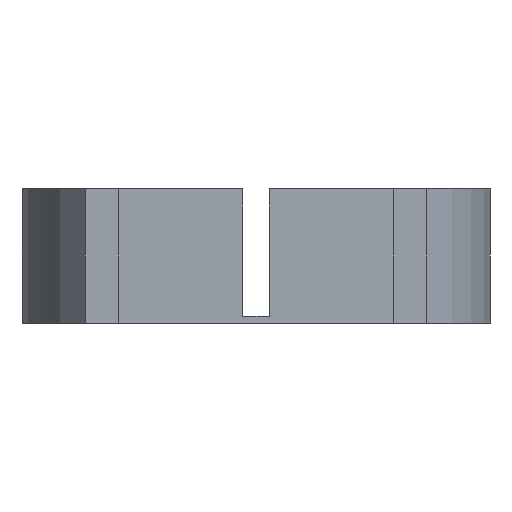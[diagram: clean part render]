
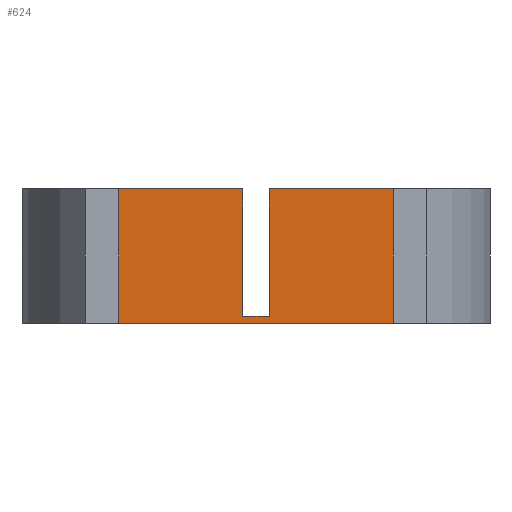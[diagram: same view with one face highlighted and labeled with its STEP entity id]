
A CAD part, front view. The second image highlights one B-rep face of the part: STEP entity #624.
In plain terms, the highlighted planar face has unit normal (0, -1, 0).
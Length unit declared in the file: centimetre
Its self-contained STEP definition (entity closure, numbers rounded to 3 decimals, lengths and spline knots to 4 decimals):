
#128=VECTOR('',#704,1.);
#131=VECTOR('',#707,1.);
#133=VECTOR('',#711,1.);
#134=VECTOR('',#713,1.);
#135=VECTOR('',#714,1.);
#136=VECTOR('',#715,1.);
#137=VECTOR('',#716,1.);
#176=LINE('',#881,#128);
#179=LINE('',#922,#131);
#181=LINE('',#926,#133);
#182=LINE('',#928,#134);
#183=LINE('',#930,#135);
#184=LINE('',#932,#136);
#185=LINE('',#934,#137);
#230=VERTEX_POINT('',#880);
#231=VERTEX_POINT('',#882);
#238=VERTEX_POINT('',#921);
#239=VERTEX_POINT('',#923);
#240=VERTEX_POINT('',#929);
#241=VERTEX_POINT('',#931);
#242=VERTEX_POINT('',#933);
#243=VERTEX_POINT('',#935);
#305=EDGE_CURVE('',#231,#230,#176,.T.);
#313=EDGE_CURVE('',#239,#238,#179,.T.);
#316=EDGE_CURVE('',#238,#231,#181,.T.);
#317=EDGE_CURVE('',#230,#240,#182,.T.);
#318=EDGE_CURVE('',#241,#240,#183,.T.);
#319=EDGE_CURVE('',#242,#241,#184,.T.);
#320=EDGE_CURVE('',#242,#243,#185,.T.);
#321=EDGE_CURVE('',#243,#239,#182,.T.);
#402=ORIENTED_EDGE('',*,*,#313,.T.);
#403=ORIENTED_EDGE('',*,*,#316,.T.);
#404=ORIENTED_EDGE('',*,*,#305,.T.);
#405=ORIENTED_EDGE('',*,*,#317,.T.);
#406=ORIENTED_EDGE('',*,*,#318,.F.);
#407=ORIENTED_EDGE('',*,*,#319,.F.);
#408=ORIENTED_EDGE('',*,*,#320,.T.);
#409=ORIENTED_EDGE('',*,*,#321,.T.);
#538=EDGE_LOOP('',(#402,#403,#404,#405,#406,#407,#408,#409));
#582=FACE_BOUND('',#538,.T.);
#624=ADVANCED_FACE('',(#582),#1023,.T.);
#655=AXIS2_PLACEMENT_3D('',#927,#712,$);
#704=DIRECTION('',(0.,0.,1.));
#707=DIRECTION('',(0.,0.,-1.));
#711=DIRECTION('',(-1.,0.,0.));
#712=DIRECTION('',(0.,-1.,0.));
#713=DIRECTION('',(-1.,0.,0.));
#714=DIRECTION('',(0.,0.,1.));
#715=DIRECTION('',(-1.,0.,0.));
#716=DIRECTION('',(0.,0.,1.));
#880=CARTESIAN_POINT('',(-0.1,-2.45,0.5));
#881=CARTESIAN_POINT('',(-0.1,-2.45,0.));
#882=CARTESIAN_POINT('',(-0.1,-2.45,-0.45));
#921=CARTESIAN_POINT('',(0.1,-2.45,-0.45));
#922=CARTESIAN_POINT('',(0.1,-2.45,0.));
#923=CARTESIAN_POINT('',(0.1,-2.45,0.5));
#926=CARTESIAN_POINT('',(0.,-2.45,-0.45));
#927=CARTESIAN_POINT('',(0.,-2.45,-0.5));
#928=CARTESIAN_POINT('',(1.025,-2.45,0.5));
#929=CARTESIAN_POINT('',(-1.025,-2.45,0.5));
#930=CARTESIAN_POINT('',(-1.025,-2.45,-0.5));
#931=CARTESIAN_POINT('',(-1.025,-2.45,-0.5));
#932=CARTESIAN_POINT('',(1.025,-2.45,-0.5));
#933=CARTESIAN_POINT('',(1.025,-2.45,-0.5));
#934=CARTESIAN_POINT('',(1.025,-2.45,-0.5));
#935=CARTESIAN_POINT('',(1.025,-2.45,0.5));
#1023=PLANE('',#655);
